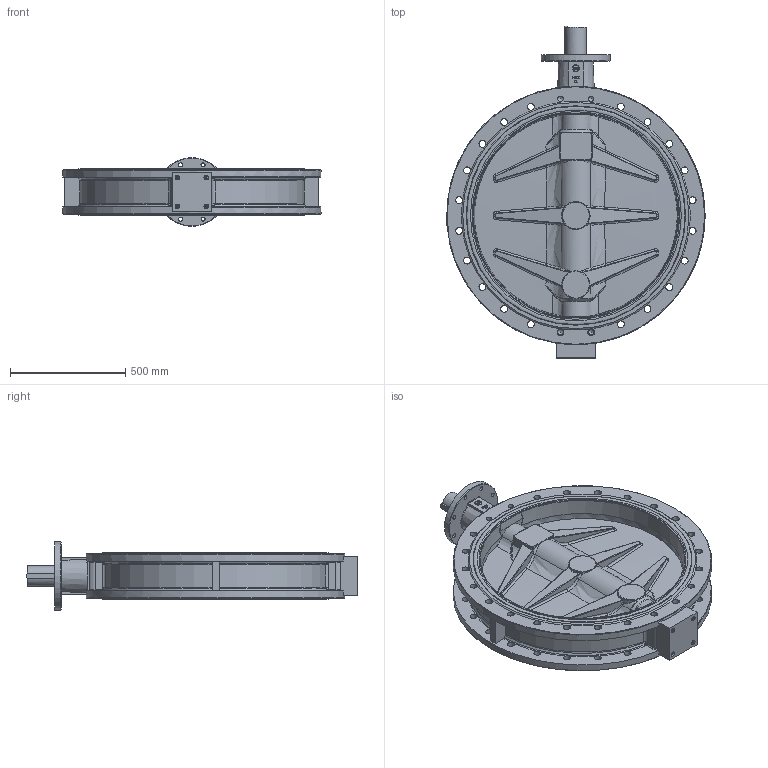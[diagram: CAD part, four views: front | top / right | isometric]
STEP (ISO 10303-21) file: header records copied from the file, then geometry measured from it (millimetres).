
FILE_DESCRIPTION((''),'2;1');
FILE_NAME('F012 K1 DN900 PN6.stp','2015-07-03T08:01:50',('hellwig'),(''),'Autodesk Inventor 2013','Autodesk Inventor 2013','');
FILE_SCHEMA(('AUTOMOTIVE_DESIGN { 1 0 10303 214 1 1 1 1 }'));
Length unit declared in the file: millimetre
Products named in the file (1): M6193_Shrinkwrap_1
Bounding box: 1118.73 x 1438 x 298 mm (x, y, z)
Volume: 80012276.7 mm3; surface area: 5450213.6 mm2
Topology: 1 solids, 33 shells, 1579 faces, 4169 edges, 2581 vertices
Faces by surface type: bspline 562, plane 497, cylinder 318, torus 113, cone 81, revolution 8
Full cylindrical faces by diameter (mm): 10.106 x6, 12 x4, 13.5 x4, 18 x12, 20 x4, 23.752 x8, 30 x44, 60 x1, 74 x3, 74.1 x1, 85 x1, 85.1 x1, 90 x12, 90.2 x4, 90.5 x4, 93.2 x2, 99.3 x6, 104.8 x2, 105 x4, 110 x2, 115 x3, 115.7 x2, 116.8 x2, 120 x4, 129 x1, 135 x1, 140 x1, 143 x1, 200 x1, 298 x1
Entity records: 67492 total; most frequent: CARTESIAN_POINT 32430, ORIENTED_EDGE 7506, DIRECTION 5547, EDGE_CURVE 3753, VERTEX_POINT 2433, AXIS2_PLACEMENT_3D 2165, EDGE_LOOP 1955, FACE_OUTER_BOUND 1579
